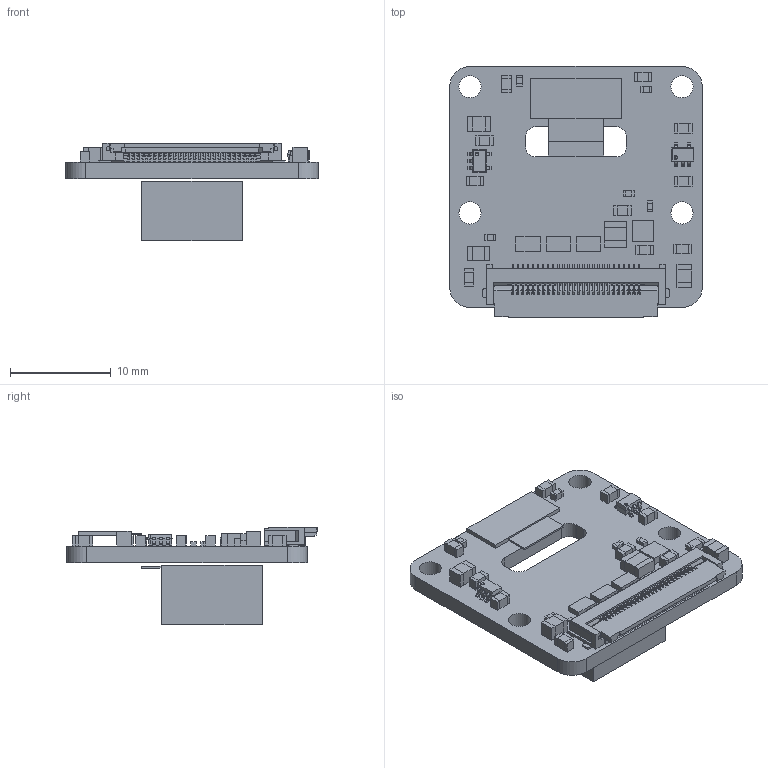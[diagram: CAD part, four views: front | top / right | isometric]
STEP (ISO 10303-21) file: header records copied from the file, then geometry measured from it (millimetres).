
FILE_DESCRIPTION(('Open CASCADE Model'),'2;1');
FILE_NAME('Open CASCADE Shape Model','2021-01-27T09:40:52',('Author'),( 'Open CASCADE'),'Open CASCADE STEP processor 6.8','Open CASCADE 6.8' ,'Unknown');
FILE_SCHEMA(('AUTOMOTIVE_DESIGN { 1 0 10303 214 1 1 1 1 }'));
Products named in the file (1): PCB
Bounding box: 25 x 24.86 x 9.7 mm (x, y, z)
Volume: 1655.3 mm3; surface area: 2810.3 mm2
Topology: 67 solids, 101 shells, 2076 faces, 5710 edges, 3852 vertices
Faces by surface type: plane 1822, cylinder 250, sphere 4
Full cylindrical faces by diameter (mm): 2.2 x4
Entity records: 65605 total; most frequent: CARTESIAN_POINT 11647, ORIENTED_EDGE 11228, DIRECTION 10374, EDGE_CURVE 5710, LINE 5196, VECTOR 5196, VERTEX_POINT 3852, AXIS2_PLACEMENT_3D 2589
